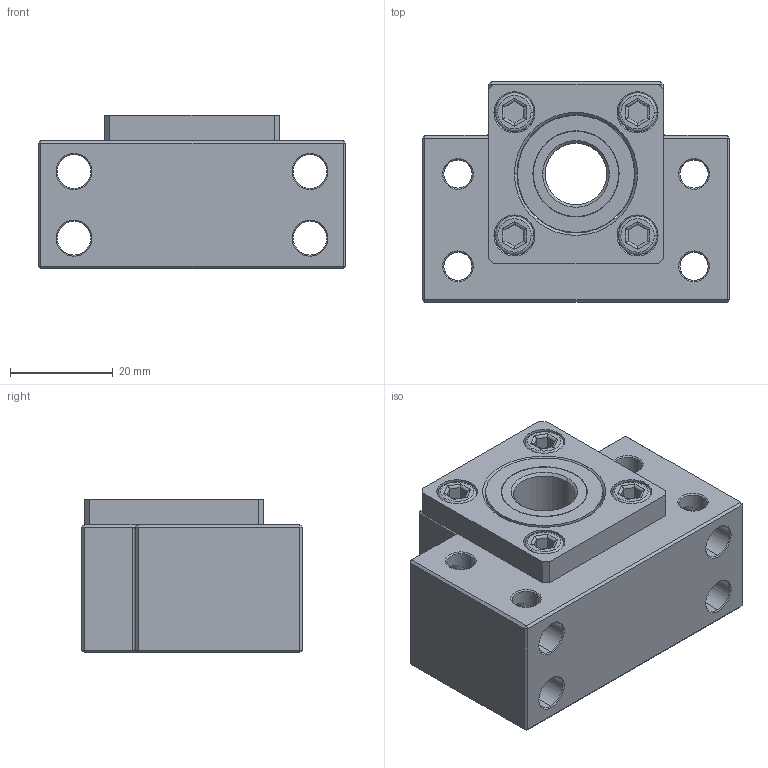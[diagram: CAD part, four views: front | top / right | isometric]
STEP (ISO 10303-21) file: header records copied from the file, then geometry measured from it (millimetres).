
FILE_DESCRIPTION (( 'STEP AP203' ), '1' );
FILE_NAME ('BK12.STEP', '2024-11-25T07:04:56', ( '' ), ( '' ), 'SwSTEP 2.0', 'SolidWorks 2021', '' );
FILE_SCHEMA (( 'CONFIG_CONTROL_DESIGN' ));
Length unit declared in the file: millimetre
Products named in the file (1): BK12
Bounding box: 60 x 43 x 30 mm (x, y, z)
Volume: 51259.1 mm3; surface area: 24118.6 mm2
Topology: 7 solids, 7 shells, 258 faces, 647 edges, 392 vertices
Faces by surface type: plane 106, cylinder 99, cone 45, bspline 8
Entity records: 8752 total; most frequent: CARTESIAN_POINT 2658, ORIENTED_EDGE 1278, DIRECTION 1205, EDGE_CURVE 639, AXIS2_PLACEMENT_3D 427, VERTEX_POINT 392, VECTOR 351, LINE 351
